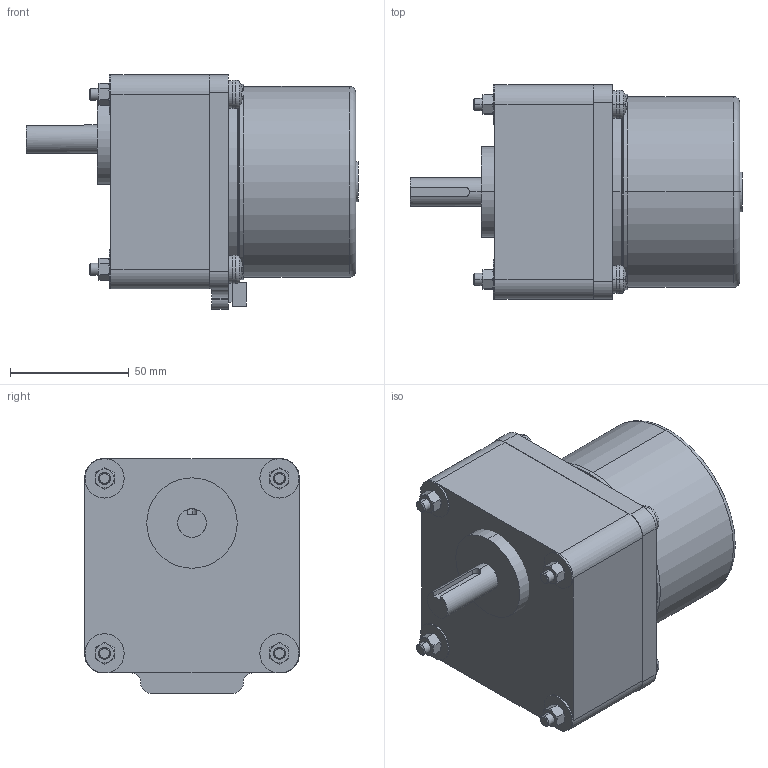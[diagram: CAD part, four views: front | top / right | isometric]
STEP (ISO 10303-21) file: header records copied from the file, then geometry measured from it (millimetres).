
FILE_DESCRIPTION(('starvars output'),'2;1');
FILE_NAME('fy9pf40n-d3.stp','09:07:21 2014/09/12',( 'Thomas Industrial Network Germany GmbH'),( 'Thomas Industrial Network Germany GmbH'),'unknown preprocess','ACIS' ,'unknown authorization');
FILE_SCHEMA(('AUTOMOTIVE_DESIGN_CC2 {UNKNOWN IMPLEMENTATION LEVEL}'));
Length unit declared in the file: millimetre
Products named in the file (5): PRODUCT_ID_3; PRODUCT_ID_4; PRODUCT_ID_5; PRODUCT_ID_6; PRODUCT_ID_7
Bounding box: 139.5 x 90 x 98.5 mm (x, y, z)
Volume: 696507.5 mm3; surface area: 85255.2 mm2
Topology: 5 solids, 5 shells, 307 faces, 684 edges, 415 vertices
Faces by surface type: plane 143, cone 80, cylinder 66, torus 10, bspline 8
Entity records: 10588 total; most frequent: CARTESIAN_POINT 2023, ORIENTED_EDGE 1368, DIRECTION 936, EDGE_CURVE 684, VERTEX_POINT 415, EDGE_LOOP 335, FACE_BOUND 335, AXIS2_PLACEMENT_3D 328
